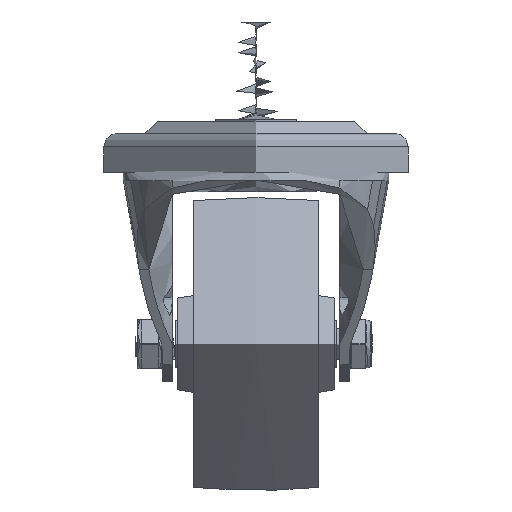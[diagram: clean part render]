
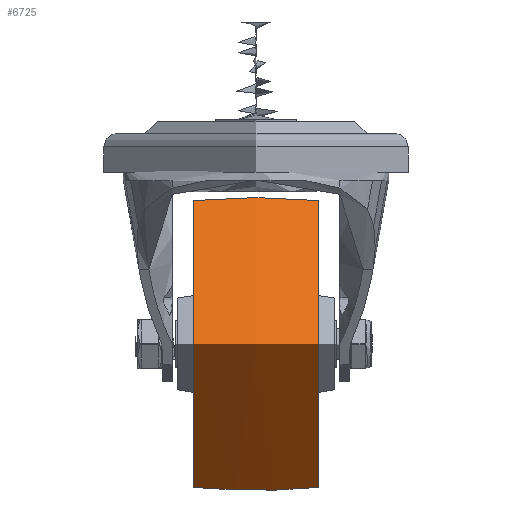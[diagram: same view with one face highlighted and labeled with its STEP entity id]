
A CAD part, left-side view. The second image highlights one B-rep face of the part: STEP entity #6725.
In plain terms, the highlighted free-form (B-spline) face has degree [2, 2] with [3, 9] control points.
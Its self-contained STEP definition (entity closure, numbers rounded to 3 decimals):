
#518=(
BOUNDED_SURFACE()
B_SPLINE_SURFACE(2,2,((#15277,#15278,#15279,#15280,#15281,#15282,#15283,
#15284,#15285),(#15286,#15287,#15288,#15289,#15290,#15291,#15292,#15293,
#15294),(#15295,#15296,#15297,#15298,#15299,#15300,#15301,#15302,#15303)),
 .UNSPECIFIED.,.F.,.T.,.F.)
B_SPLINE_SURFACE_WITH_KNOTS((3,3),(3,2,2,2,3),(-0.094,0.094),
(-3.142,-1.571,0.,1.571,3.142),
 .UNSPECIFIED.)
GEOMETRIC_REPRESENTATION_ITEM()
RATIONAL_B_SPLINE_SURFACE(((1.,0.707,1.,0.707,1.,
0.707,1.,0.707,1.),(0.996,0.704,
0.996,0.704,0.996,0.704,
0.996,0.704,0.996),(1.,0.707,
1.,0.707,1.,0.707,1.,0.707,1.)))
REPRESENTATION_ITEM('')
SURFACE()
);
#857=CIRCLE('',#7368,36.75);
#858=CIRCLE('',#7369,171.042);
#859=CIRCLE('',#7370,36.75);
#1210=FACE_OUTER_BOUND('',#1636,.T.);
#1636=EDGE_LOOP('',(#5328,#5329,#5330,#5331));
#2996=VERTEX_POINT('',#15304);
#2997=VERTEX_POINT('',#15306);
#3816=EDGE_CURVE('',#2996,#2996,#857,.T.);
#3817=EDGE_CURVE('',#2996,#2997,#858,.T.);
#3818=EDGE_CURVE('',#2997,#2997,#859,.T.);
#5328=ORIENTED_EDGE('',*,*,#3816,.F.);
#5329=ORIENTED_EDGE('',*,*,#3817,.T.);
#5330=ORIENTED_EDGE('',*,*,#3818,.T.);
#5331=ORIENTED_EDGE('',*,*,#3817,.F.);
#6725=ADVANCED_FACE('',(#1210),#518,.F.);
#7368=AXIS2_PLACEMENT_3D('',#15305,#8602,#8603);
#7369=AXIS2_PLACEMENT_3D('',#15307,#8604,#8605);
#7370=AXIS2_PLACEMENT_3D('',#15308,#8606,#8607);
#8602=DIRECTION('center_axis',(0.,1.,0.));
#8603=DIRECTION('ref_axis',(0.,0.,1.));
#8604=DIRECTION('center_axis',(-1.,0.,0.));
#8605=DIRECTION('ref_axis',(0.,0.,-1.));
#8606=DIRECTION('center_axis',(0.,1.,0.));
#8607=DIRECTION('ref_axis',(0.,0.,1.));
#15277=CARTESIAN_POINT('Ctrl Pts',(0.,-16.,-36.75));
#15278=CARTESIAN_POINT('Ctrl Pts',(-36.75,-16.,-36.75));
#15279=CARTESIAN_POINT('Ctrl Pts',(-36.75,-16.,0.));
#15280=CARTESIAN_POINT('Ctrl Pts',(-36.75,-16.,36.75));
#15281=CARTESIAN_POINT('Ctrl Pts',(0.,-16.,36.75));
#15282=CARTESIAN_POINT('Ctrl Pts',(36.75,-16.,36.75));
#15283=CARTESIAN_POINT('Ctrl Pts',(36.75,-16.,0.));
#15284=CARTESIAN_POINT('Ctrl Pts',(36.75,-16.,-36.75));
#15285=CARTESIAN_POINT('Ctrl Pts',(0.,-16.,-36.75));
#15286=CARTESIAN_POINT('Ctrl Pts',(0.,0.,-38.253));
#15287=CARTESIAN_POINT('Ctrl Pts',(-38.253,0.,-38.253));
#15288=CARTESIAN_POINT('Ctrl Pts',(-38.253,0.,0.));
#15289=CARTESIAN_POINT('Ctrl Pts',(-38.253,0.,38.253));
#15290=CARTESIAN_POINT('Ctrl Pts',(0.,0.,38.253));
#15291=CARTESIAN_POINT('Ctrl Pts',(38.253,0.,38.253));
#15292=CARTESIAN_POINT('Ctrl Pts',(38.253,0.,0.));
#15293=CARTESIAN_POINT('Ctrl Pts',(38.253,0.,-38.253));
#15294=CARTESIAN_POINT('Ctrl Pts',(0.,0.,-38.253));
#15295=CARTESIAN_POINT('Ctrl Pts',(0.,16.,-36.75));
#15296=CARTESIAN_POINT('Ctrl Pts',(-36.75,16.,-36.75));
#15297=CARTESIAN_POINT('Ctrl Pts',(-36.75,16.,0.));
#15298=CARTESIAN_POINT('Ctrl Pts',(-36.75,16.,36.75));
#15299=CARTESIAN_POINT('Ctrl Pts',(0.,16.,36.75));
#15300=CARTESIAN_POINT('Ctrl Pts',(36.75,16.,36.75));
#15301=CARTESIAN_POINT('Ctrl Pts',(36.75,16.,0.));
#15302=CARTESIAN_POINT('Ctrl Pts',(36.75,16.,-36.75));
#15303=CARTESIAN_POINT('Ctrl Pts',(0.,16.,-36.75));
#15304=CARTESIAN_POINT('',(0.,16.,-36.75));
#15305=CARTESIAN_POINT('Origin',(0.,16.,0.));
#15306=CARTESIAN_POINT('',(0.,-16.,-36.75));
#15307=CARTESIAN_POINT('Origin',(0.,0.,
133.542));
#15308=CARTESIAN_POINT('Origin',(0.,-16.,0.));
